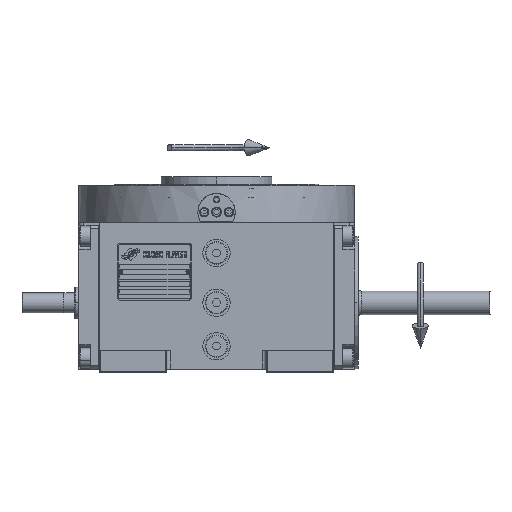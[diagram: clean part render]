
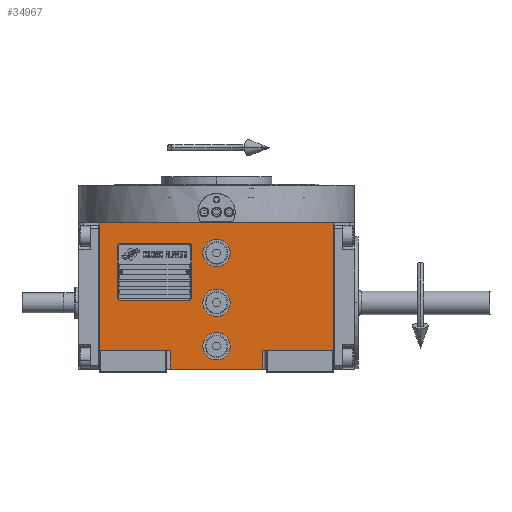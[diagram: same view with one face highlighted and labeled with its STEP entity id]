
A CAD part, top view. The second image highlights one B-rep face of the part: STEP entity #34967.
In plain terms, the highlighted planar face has unit normal (0, 0, 1).
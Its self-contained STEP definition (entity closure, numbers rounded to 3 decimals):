
#478 = DIRECTION ( 'NONE',  ( 0., 0., 1. ) ) ;
#572 = DIRECTION ( 'NONE',  ( 0., 0., 1. ) ) ;
#1252 = AXIS2_PLACEMENT_3D ( 'NONE', #8798, #62519, #14755 ) ;
#1683 = ORIENTED_EDGE ( 'NONE', *, *, #56676, .F. ) ;
#3997 = ORIENTED_EDGE ( 'NONE', *, *, #59191, .F. ) ;
#4681 = DIRECTION ( 'NONE',  ( 0., 0., 1. ) ) ;
#4869 = EDGE_CURVE ( 'NONE', #7136, #18307, #54978, .T. ) ;
#5342 = CARTESIAN_POINT ( 'NONE',  ( -11., 40., 163.5 ) ) ;
#5747 = VECTOR ( 'NONE', #34686, 1000. ) ;
#5793 = CIRCLE ( 'NONE', #1252, 11. ) ;
#5853 = CARTESIAN_POINT ( 'NONE',  ( 0., 0., 163.5 ) ) ;
#6068 = EDGE_CURVE ( 'NONE', #29349, #63888, #15654, .T. ) ;
#6418 = ORIENTED_EDGE ( 'NONE', *, *, #20888, .T. ) ;
#6830 = DIRECTION ( 'NONE',  ( 0., 1., 0. ) ) ;
#7136 = VERTEX_POINT ( 'NONE', #11158 ) ;
#7492 = CARTESIAN_POINT ( 'NONE',  ( 11., 40., 163.5 ) ) ;
#8798 = CARTESIAN_POINT ( 'NONE',  ( 0., -35., 163.5 ) ) ;
#9097 = CARTESIAN_POINT ( 'NONE',  ( 37., -38.5, 163.5 ) ) ;
#9243 = EDGE_CURVE ( 'NONE', #60563, #56009, #47248, .T. ) ;
#9345 = EDGE_CURVE ( 'NONE', #34907, #30635, #42201, .T. ) ;
#9438 = EDGE_CURVE ( 'NONE', #7136, #47714, #33163, .T. ) ;
#9564 = ORIENTED_EDGE ( 'NONE', *, *, #38394, .F. ) ;
#11125 = DIRECTION ( 'NONE',  ( -1., 0., 0. ) ) ;
#11158 = CARTESIAN_POINT ( 'NONE',  ( -37., -53.5, 163.5 ) ) ;
#11723 = FACE_OUTER_BOUND ( 'NONE', #26504, .T. ) ;
#11847 = AXIS2_PLACEMENT_3D ( 'NONE', #52829, #4681, #68965 ) ;
#12870 = ORIENTED_EDGE ( 'NONE', *, *, #9345, .F. ) ;
#14026 = CIRCLE ( 'NONE', #46473, 11. ) ;
#14472 = CARTESIAN_POINT ( 'NONE',  ( -94.5, -38.5, 163.5 ) ) ;
#14755 = DIRECTION ( 'NONE',  ( 1., 0., 0. ) ) ;
#14838 = ORIENTED_EDGE ( 'NONE', *, *, #9438, .T. ) ;
#15011 = CARTESIAN_POINT ( 'NONE',  ( -11., -35., 163.5 ) ) ;
#15084 = CIRCLE ( 'NONE', #24045, 11. ) ;
#15654 = LINE ( 'NONE', #64121, #29514 ) ;
#15867 = VECTOR ( 'NONE', #6830, 1000. ) ;
#15979 = AXIS2_PLACEMENT_3D ( 'NONE', #27285, #16746, #51687 ) ;
#16135 = CIRCLE ( 'NONE', #15979, 11. ) ;
#16306 = DIRECTION ( 'NONE',  ( 1., 0., 0. ) ) ;
#16697 = ORIENTED_EDGE ( 'NONE', *, *, #39400, .F. ) ;
#16746 = DIRECTION ( 'NONE',  ( 0., 0., 1. ) ) ;
#17349 = PLANE ( 'NONE',  #26865 ) ;
#18307 = VERTEX_POINT ( 'NONE', #27838 ) ;
#18850 = LINE ( 'NONE', #65908, #5747 ) ;
#20502 = CARTESIAN_POINT ( 'NONE',  ( -11., 0., 163.5 ) ) ;
#20888 = EDGE_CURVE ( 'NONE', #68975, #60563, #59988, .T. ) ;
#21113 = CARTESIAN_POINT ( 'NONE',  ( 37., -53.5, 163.5 ) ) ;
#22791 = ORIENTED_EDGE ( 'NONE', *, *, #9243, .T. ) ;
#23112 = CARTESIAN_POINT ( 'NONE',  ( 0., -35., 163.5 ) ) ;
#23306 = ORIENTED_EDGE ( 'NONE', *, *, #44521, .F. ) ;
#24045 = AXIS2_PLACEMENT_3D ( 'NONE', #44069, #478, #16306 ) ;
#26504 = EDGE_LOOP ( 'NONE', ( #14838, #9564, #6418, #22791, #16697, #36816, #61527, #44341 ) ) ;
#26820 = CARTESIAN_POINT ( 'NONE',  ( 94.5, -38.5, 163.5 ) ) ;
#26865 = AXIS2_PLACEMENT_3D ( 'NONE', #39161, #50366, #38811 ) ;
#27167 = DIRECTION ( 'NONE',  ( 1., 0., 0. ) ) ;
#27285 = CARTESIAN_POINT ( 'NONE',  ( 0., 40., 163.5 ) ) ;
#27526 = FACE_BOUND ( 'NONE', #66657, .T. ) ;
#27546 = VECTOR ( 'NONE', #27167, 1000. ) ;
#27838 = CARTESIAN_POINT ( 'NONE',  ( -37., -38.5, 163.5 ) ) ;
#29349 = VERTEX_POINT ( 'NONE', #14472 ) ;
#29514 = VECTOR ( 'NONE', #59217, 1000. ) ;
#30635 = VERTEX_POINT ( 'NONE', #5342 ) ;
#31106 = DIRECTION ( 'NONE',  ( 1., 0., 0. ) ) ;
#31490 = LINE ( 'NONE', #43106, #68668 ) ;
#32476 = CARTESIAN_POINT ( 'NONE',  ( 94.5, 64.5, 163.5 ) ) ;
#32527 = CARTESIAN_POINT ( 'NONE',  ( -37., -53.5, 163.5 ) ) ;
#32802 = EDGE_CURVE ( 'NONE', #34310, #57507, #14026, .T. ) ;
#33163 = LINE ( 'NONE', #38454, #27546 ) ;
#33643 = CARTESIAN_POINT ( 'NONE',  ( 37., -38.5, 163.5 ) ) ;
#34137 = CARTESIAN_POINT ( 'NONE',  ( 11., -35., 163.5 ) ) ;
#34310 = VERTEX_POINT ( 'NONE', #15011 ) ;
#34686 = DIRECTION ( 'NONE',  ( 0., -1., 0. ) ) ;
#34907 = VERTEX_POINT ( 'NONE', #7492 ) ;
#34967 = ADVANCED_FACE ( 'NONE', ( #44064, #27526, #49336, #11723 ), #17349, .T. ) ;
#35429 = CIRCLE ( 'NONE', #61150, 11. ) ;
#35443 = EDGE_CURVE ( 'NONE', #29349, #18307, #36406, .T. ) ;
#36406 = LINE ( 'NONE', #63061, #59330 ) ;
#36816 = ORIENTED_EDGE ( 'NONE', *, *, #6068, .F. ) ;
#38394 = EDGE_CURVE ( 'NONE', #68975, #47714, #18850, .T. ) ;
#38454 = CARTESIAN_POINT ( 'NONE',  ( -37., -53.5, 163.5 ) ) ;
#38811 = DIRECTION ( 'NONE',  ( 1., 0., 0. ) ) ;
#39161 = CARTESIAN_POINT ( 'NONE',  ( -94.5, -53.5, 163.5 ) ) ;
#39400 = EDGE_CURVE ( 'NONE', #63888, #56009, #31490, .T. ) ;
#40701 = EDGE_LOOP ( 'NONE', ( #12870, #3997 ) ) ;
#42201 = CIRCLE ( 'NONE', #11847, 11. ) ;
#43106 = CARTESIAN_POINT ( 'NONE',  ( -94.5, 64.5, 163.5 ) ) ;
#43185 = CARTESIAN_POINT ( 'NONE',  ( 11., 0., 163.5 ) ) ;
#43596 = EDGE_CURVE ( 'NONE', #48284, #61541, #15084, .T. ) ;
#44064 = FACE_BOUND ( 'NONE', #67151, .T. ) ;
#44069 = CARTESIAN_POINT ( 'NONE',  ( 0., 0., 163.5 ) ) ;
#44341 = ORIENTED_EDGE ( 'NONE', *, *, #4869, .F. ) ;
#44521 = EDGE_CURVE ( 'NONE', #61541, #48284, #35429, .T. ) ;
#46473 = AXIS2_PLACEMENT_3D ( 'NONE', #23112, #61389, #50181 ) ;
#46668 = VECTOR ( 'NONE', #58809, 1000. ) ;
#47248 = LINE ( 'NONE', #26820, #46668 ) ;
#47714 = VERTEX_POINT ( 'NONE', #21113 ) ;
#48284 = VERTEX_POINT ( 'NONE', #43185 ) ;
#49336 = FACE_BOUND ( 'NONE', #40701, .T. ) ;
#50181 = DIRECTION ( 'NONE',  ( -1., 0., 0. ) ) ;
#50366 = DIRECTION ( 'NONE',  ( 0., 0., 1. ) ) ;
#51687 = DIRECTION ( 'NONE',  ( -1., 0., 0. ) ) ;
#52829 = CARTESIAN_POINT ( 'NONE',  ( 0., 40., 163.5 ) ) ;
#54038 = DIRECTION ( 'NONE',  ( 1., 0., 0. ) ) ;
#54085 = CARTESIAN_POINT ( 'NONE',  ( -94.5, 64.5, 163.5 ) ) ;
#54978 = LINE ( 'NONE', #32527, #15867 ) ;
#55605 = ORIENTED_EDGE ( 'NONE', *, *, #32802, .F. ) ;
#56009 = VERTEX_POINT ( 'NONE', #32476 ) ;
#56676 = EDGE_CURVE ( 'NONE', #57507, #34310, #5793, .T. ) ;
#57507 = VERTEX_POINT ( 'NONE', #34137 ) ;
#58681 = CARTESIAN_POINT ( 'NONE',  ( 94.5, -38.5, 163.5 ) ) ;
#58809 = DIRECTION ( 'NONE',  ( 0., 1., 0. ) ) ;
#58990 = ORIENTED_EDGE ( 'NONE', *, *, #43596, .F. ) ;
#59191 = EDGE_CURVE ( 'NONE', #30635, #34907, #16135, .T. ) ;
#59217 = DIRECTION ( 'NONE',  ( 0., 1., 0. ) ) ;
#59219 = DIRECTION ( 'NONE',  ( 1., 0., 0. ) ) ;
#59330 = VECTOR ( 'NONE', #31106, 1000. ) ;
#59839 = VECTOR ( 'NONE', #54038, 1000. ) ;
#59988 = LINE ( 'NONE', #33643, #59839 ) ;
#60563 = VERTEX_POINT ( 'NONE', #58681 ) ;
#61150 = AXIS2_PLACEMENT_3D ( 'NONE', #5853, #572, #11125 ) ;
#61389 = DIRECTION ( 'NONE',  ( 0., 0., 1. ) ) ;
#61527 = ORIENTED_EDGE ( 'NONE', *, *, #35443, .T. ) ;
#61541 = VERTEX_POINT ( 'NONE', #20502 ) ;
#62519 = DIRECTION ( 'NONE',  ( 0., 0., 1. ) ) ;
#63061 = CARTESIAN_POINT ( 'NONE',  ( -94.5, -38.5, 163.5 ) ) ;
#63888 = VERTEX_POINT ( 'NONE', #54085 ) ;
#64121 = CARTESIAN_POINT ( 'NONE',  ( -94.5, -38.5, 163.5 ) ) ;
#65908 = CARTESIAN_POINT ( 'NONE',  ( 37., -38.5, 163.5 ) ) ;
#66657 = EDGE_LOOP ( 'NONE', ( #1683, #55605 ) ) ;
#67151 = EDGE_LOOP ( 'NONE', ( #58990, #23306 ) ) ;
#68668 = VECTOR ( 'NONE', #59219, 1000. ) ;
#68965 = DIRECTION ( 'NONE',  ( 1., 0., 0. ) ) ;
#68975 = VERTEX_POINT ( 'NONE', #9097 ) ;
